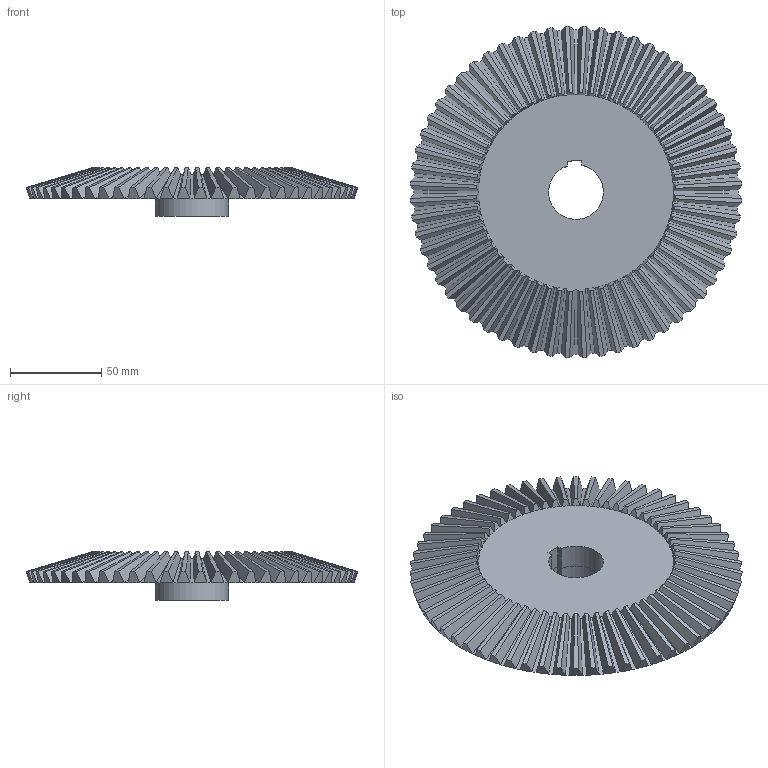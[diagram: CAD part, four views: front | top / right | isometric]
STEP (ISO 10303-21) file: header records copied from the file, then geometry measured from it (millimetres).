
FILE_DESCRIPTION( ('This file contains a STEP AP42 implementation' ,'as created by ZW3D STEP Interface translator.' ,'') ,'2;1' );
FILE_NAME( '翋雄謫袪喘謫.iam_1.stp' ,'251027.114756', (''), ('ZWCAD Software Co.'), 'Version 1.0', 'ZW3D to STEP translator', '' );
FILE_SCHEMA(('AUTOMOTIVE_DESIGN { 1 0 10303 214 1 1 1 1 }'));
Length unit declared in the file: millimetre
Products named in the file (5): 0; 翋雄謫袪喘謫.iam_1; 翋雄謫袪喘謫_1; 翋雄謫袪喘謫_1 FEATURE_1_1; 主动轮锥齿轮配件_1 FEATURE_1_1
Assembly tree (3 placements, depth 3):
  0
  翋雄謫袪喘謫.iam_1
    翋雄謫袪喘謫_1
      翋雄謫袪喘謫_1 FEATURE_1_1
    主动轮锥齿轮配件_1 FEATURE_1_1
Bounding box: 181.76 x 181.76 x 26.69 mm (x, y, z)
Volume: 260250.4 mm3; surface area: 73796.8 mm2
Topology: 2 solids, 2 shells, 373 faces, 869 edges, 500 vertices
Faces by surface type: cone 240, bspline 120, plane 10, cylinder 3
Full cylindrical faces by diameter (mm): 40 x1
Entity records: 13346 total; most frequent: CARTESIAN_POINT 5472, ORIENTED_EDGE 1738, DIRECTION 1283, EDGE_CURVE 869, AXIS2_PLACEMENT_3D 631, VERTEX_POINT 500, B_SPLINE_CURVE_WITH_KNOTS 480, EDGE_LOOP 377
